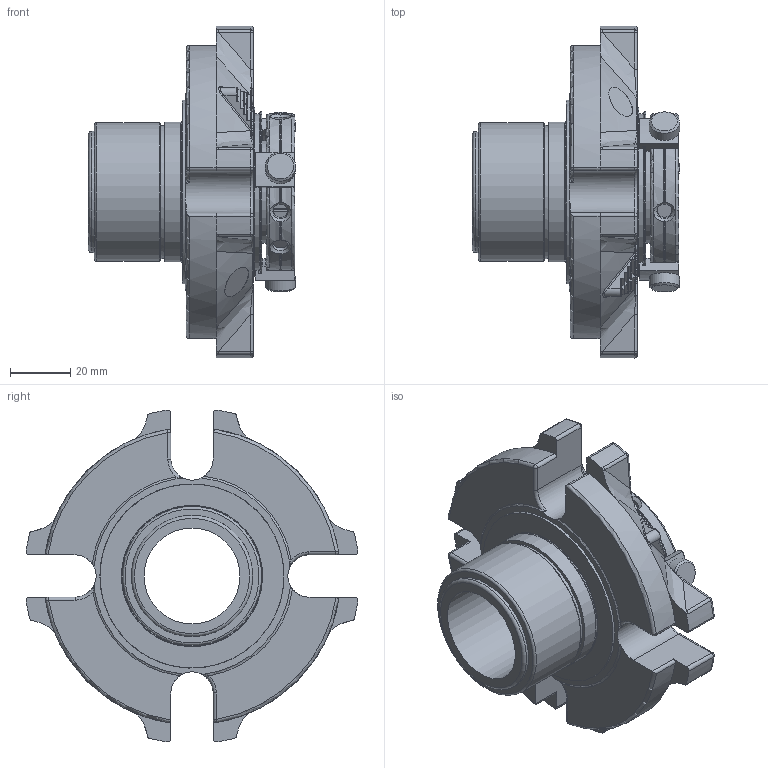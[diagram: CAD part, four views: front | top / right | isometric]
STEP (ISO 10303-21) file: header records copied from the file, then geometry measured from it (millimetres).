
FILE_DESCRIPTION(/* description */ ('Unknown'),/* implementation_level */ '2;1');
FILE_NAME(/* name */ '1.250',/* time_stamp */ '2023-04-03T12:28:00+01:00',/* author */ ('Unknown'),/* organization */ ('Unknown'),/* preprocessor_version */ 'ST-DEVELOPER v18.102',/* originating_system */ 'Solid Edge',/* authorisation */ 'Unknown');
FILE_SCHEMA (('AUTOMOTIVE_DESIGN {1 0 10303 214 3 1 1}'));
Length unit declared in the file: millimetre
Products named in the file (1): 1.250
Bounding box: 68.62 x 109.94 x 109.94 mm (x, y, z)
Volume: 173443.3 mm3; surface area: 40540.1 mm2
Topology: 1 solids, 1 shells, 495 faces, 1282 edges, 797 vertices
Faces by surface type: cylinder 177, plane 150, torus 64, cone 41, bspline 39, sphere 24
Full cylindrical faces by diameter (mm): 2.724 x1, 5 x5, 6 x3, 10 x3, 31.75 x1, 33.985 x1, 40.183 x1, 44.171 x1, 45.974 x1, 46.431 x1, 46.736 x1, 51.892 x3, 53.416 x1, 61 x1
Entity records: 18611 total; most frequent: CARTESIAN_POINT 3811, DIRECTION 2362, ORIENTED_EDGE 2346, EDGE_CURVE 1173, AXIS2_PLACEMENT_3D 962, VERTEX_POINT 752, EDGE_LOOP 575, FACE_BOUND 575
